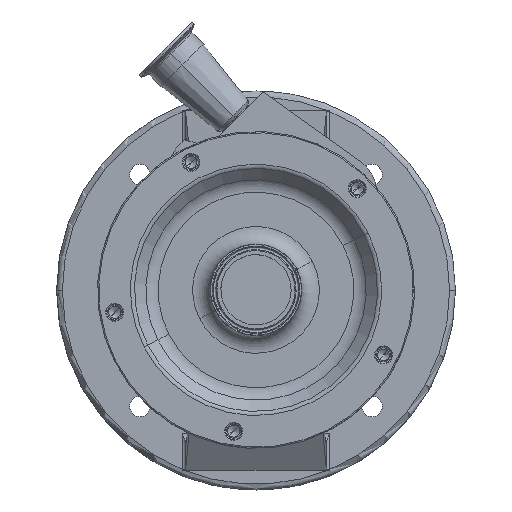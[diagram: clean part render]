
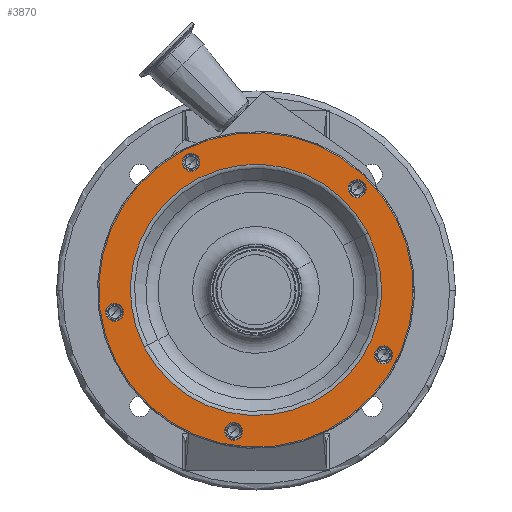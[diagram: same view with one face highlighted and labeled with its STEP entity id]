
A CAD part, top view. The second image highlights one B-rep face of the part: STEP entity #3870.
In plain terms, the highlighted planar face has unit normal (0, 0, 1).
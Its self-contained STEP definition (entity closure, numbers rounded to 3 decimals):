
#42 = EDGE_CURVE ( 'NONE', #10624, #7376, #11167, .T. ) ;
#102 = ORIENTED_EDGE ( 'NONE', *, *, #8616, .T. ) ;
#247 = CARTESIAN_POINT ( 'NONE',  ( -60.835, 119.395, 81. ) ) ;
#285 = AXIS2_PLACEMENT_3D ( 'NONE', #5026, #5963, #5900 ) ;
#313 = CARTESIAN_POINT ( 'NONE',  ( 108.703, -55.387, 81. ) ) ;
#351 = CARTESIAN_POINT ( 'NONE',  ( 115.513, -51.917, 81. ) ) ;
#427 = CARTESIAN_POINT ( 'NONE',  ( -113.687, -15.615, 81. ) ) ;
#545 = EDGE_CURVE ( 'NONE', #7376, #10624, #4376, .T. ) ;
#676 = ORIENTED_EDGE ( 'NONE', *, *, #9751, .T. ) ;
#881 = CIRCLE ( 'NONE', #285, 7.644 ) ;
#987 = DIRECTION ( 'NONE',  ( 0., 0., -1. ) ) ;
#1030 = VERTEX_POINT ( 'NONE', #10905 ) ;
#1115 = ORIENTED_EDGE ( 'NONE', *, *, #5913, .T. ) ;
#1269 = EDGE_CURVE ( 'NONE', #11915, #12085, #10262, .T. ) ;
#1348 = CARTESIAN_POINT ( 'NONE',  ( 0., 0., 81. ) ) ;
#1373 = DIRECTION ( 'NONE',  ( 0., 0., -1. ) ) ;
#1611 = EDGE_CURVE ( 'NONE', #5670, #2819, #3635, .T. ) ;
#1724 = DIRECTION ( 'NONE',  ( -0.891, -0.454, 0. ) ) ;
#1788 = EDGE_CURVE ( 'NONE', #6812, #2103, #1876, .T. ) ;
#1876 = CIRCLE ( 'NONE', #5041, 7.644 ) ;
#1973 = DIRECTION ( 'NONE',  ( -0.891, -0.454, 0. ) ) ;
#2103 = VERTEX_POINT ( 'NONE', #12198 ) ;
#2321 = CARTESIAN_POINT ( 'NONE',  ( 119.395, 60.835, 81. ) ) ;
#2500 = DIRECTION ( 'NONE',  ( -0.891, -0.454, 0. ) ) ;
#2527 = ORIENTED_EDGE ( 'NONE', *, *, #8462, .F. ) ;
#2599 = CIRCLE ( 'NONE', #10564, 7.644 ) ;
#2640 = VERTEX_POINT ( 'NONE', #10119 ) ;
#2673 = ORIENTED_EDGE ( 'NONE', *, *, #5491, .T. ) ;
#2680 = EDGE_LOOP ( 'NONE', ( #102, #10904 ) ) ;
#2819 = VERTEX_POINT ( 'NONE', #3152 ) ;
#2820 = CIRCLE ( 'NONE', #9802, 7.644 ) ;
#2836 = CIRCLE ( 'NONE', #9032, 7.644 ) ;
#2985 = DIRECTION ( 'NONE',  ( -0.891, -0.454, 0. ) ) ;
#3152 = CARTESIAN_POINT ( 'NONE',  ( -127.309, -22.555, 81. ) ) ;
#3309 = CARTESIAN_POINT ( 'NONE',  ( -25.896, -123.968, 81. ) ) ;
#3314 = VERTEX_POINT ( 'NONE', #2321 ) ;
#3315 = ORIENTED_EDGE ( 'NONE', *, *, #545, .T. ) ;
#3382 = AXIS2_PLACEMENT_3D ( 'NONE', #5165, #1373, #11791 ) ;
#3476 = ORIENTED_EDGE ( 'NONE', *, *, #6684, .T. ) ;
#3569 = ORIENTED_EDGE ( 'NONE', *, *, #8720, .F. ) ;
#3635 = CIRCLE ( 'NONE', #8034, 7.644 ) ;
#3636 = DIRECTION ( 'NONE',  ( 0., 0., -1. ) ) ;
#3870 = ADVANCED_FACE ( 'NONE', ( #4886, #3943, #5729, #8714, #9715, #9546, #4944 ), #9777, .F. ) ;
#3931 = VERTEX_POINT ( 'NONE', #12061 ) ;
#3943 = FACE_BOUND ( 'NONE', #5327, .T. ) ;
#3960 = CIRCLE ( 'NONE', #5587, 134. ) ;
#4051 = CARTESIAN_POINT ( 'NONE',  ( -55.387, 108.703, 81. ) ) ;
#4145 = DIRECTION ( 'NONE',  ( 0., 0., -1. ) ) ;
#4165 = AXIS2_PLACEMENT_3D ( 'NONE', #12136, #6382, #1724 ) ;
#4223 = CARTESIAN_POINT ( 'NONE',  ( 86.267, 86.267, 81. ) ) ;
#4376 = CIRCLE ( 'NONE', #10388, 107.071 ) ;
#4877 = EDGE_CURVE ( 'NONE', #2640, #11887, #9891, .T. ) ;
#4886 = FACE_BOUND ( 'NONE', #11177, .T. ) ;
#4944 = FACE_BOUND ( 'NONE', #9522, .T. ) ;
#4949 = EDGE_LOOP ( 'NONE', ( #5239, #676 ) ) ;
#5026 = CARTESIAN_POINT ( 'NONE',  ( 108.703, -55.387, 81. ) ) ;
#5041 = AXIS2_PLACEMENT_3D ( 'NONE', #6350, #5163, #2500 ) ;
#5112 = EDGE_CURVE ( 'NONE', #11887, #2640, #7063, .T. ) ;
#5163 = DIRECTION ( 'NONE',  ( 0., 0., -1. ) ) ;
#5165 = CARTESIAN_POINT ( 'NONE',  ( 0., 0., 81. ) ) ;
#5239 = ORIENTED_EDGE ( 'NONE', *, *, #1611, .T. ) ;
#5327 = EDGE_LOOP ( 'NONE', ( #3476, #2673 ) ) ;
#5491 = EDGE_CURVE ( 'NONE', #1030, #6798, #2836, .T. ) ;
#5587 = AXIS2_PLACEMENT_3D ( 'NONE', #1348, #7822, #6201 ) ;
#5670 = VERTEX_POINT ( 'NONE', #427 ) ;
#5729 = FACE_BOUND ( 'NONE', #2680, .T. ) ;
#5836 = DIRECTION ( 'NONE',  ( 0., 0., -1. ) ) ;
#5900 = DIRECTION ( 'NONE',  ( -0.891, -0.454, 0. ) ) ;
#5913 = EDGE_CURVE ( 'NONE', #12085, #11915, #11591, .T. ) ;
#5963 = DIRECTION ( 'NONE',  ( 0., 0., -1. ) ) ;
#6103 = CARTESIAN_POINT ( 'NONE',  ( -95.401, -48.609, 81. ) ) ;
#6194 = ORIENTED_EDGE ( 'NONE', *, *, #5112, .T. ) ;
#6201 = DIRECTION ( 'NONE',  ( -0.891, -0.454, 0. ) ) ;
#6350 = CARTESIAN_POINT ( 'NONE',  ( -19.085, -120.498, 81. ) ) ;
#6382 = DIRECTION ( 'NONE',  ( 0., 0., -1. ) ) ;
#6472 = AXIS2_PLACEMENT_3D ( 'NONE', #9614, #8428, #11237 ) ;
#6482 = CARTESIAN_POINT ( 'NONE',  ( 93.078, 89.737, 81. ) ) ;
#6515 = DIRECTION ( 'NONE',  ( -0.891, -0.454, 0. ) ) ;
#6540 = CARTESIAN_POINT ( 'NONE',  ( -48.576, 112.173, 81. ) ) ;
#6684 = EDGE_CURVE ( 'NONE', #6798, #1030, #881, .T. ) ;
#6701 = CARTESIAN_POINT ( 'NONE',  ( -120.498, -19.085, 81. ) ) ;
#6798 = VERTEX_POINT ( 'NONE', #351 ) ;
#6812 = VERTEX_POINT ( 'NONE', #3309 ) ;
#6840 = DIRECTION ( 'NONE',  ( -0.891, -0.454, 0. ) ) ;
#7044 = AXIS2_PLACEMENT_3D ( 'NONE', #7358, #9246, #11063 ) ;
#7063 = CIRCLE ( 'NONE', #6472, 7.644 ) ;
#7358 = CARTESIAN_POINT ( 'NONE',  ( -55.387, 108.703, 81. ) ) ;
#7376 = VERTEX_POINT ( 'NONE', #11088 ) ;
#7433 = ORIENTED_EDGE ( 'NONE', *, *, #42, .T. ) ;
#7525 = CARTESIAN_POINT ( 'NONE',  ( -19.085, -120.498, 81. ) ) ;
#7684 = CARTESIAN_POINT ( 'NONE',  ( -62.197, 105.233, 81. ) ) ;
#7822 = DIRECTION ( 'NONE',  ( 0., 0., -1. ) ) ;
#7875 = DIRECTION ( 'NONE',  ( 0., 0., -1. ) ) ;
#8034 = AXIS2_PLACEMENT_3D ( 'NONE', #11603, #4145, #6840 ) ;
#8049 = DIRECTION ( 'NONE',  ( 0., 0., -1. ) ) ;
#8428 = DIRECTION ( 'NONE',  ( 0., 0., -1. ) ) ;
#8462 = EDGE_CURVE ( 'NONE', #3931, #3314, #9399, .T. ) ;
#8598 = DIRECTION ( 'NONE',  ( -0.891, -0.454, 0. ) ) ;
#8616 = EDGE_CURVE ( 'NONE', #2103, #6812, #2599, .T. ) ;
#8694 = AXIS2_PLACEMENT_3D ( 'NONE', #4223, #8049, #2985 ) ;
#8714 = FACE_BOUND ( 'NONE', #4949, .T. ) ;
#8720 = EDGE_CURVE ( 'NONE', #3314, #3931, #3960, .T. ) ;
#8790 = AXIS2_PLACEMENT_3D ( 'NONE', #4051, #7875, #10756 ) ;
#9032 = AXIS2_PLACEMENT_3D ( 'NONE', #313, #5836, #11649 ) ;
#9246 = DIRECTION ( 'NONE',  ( 0., 0., -1. ) ) ;
#9329 = DIRECTION ( 'NONE',  ( 0., 0., -1. ) ) ;
#9399 = CIRCLE ( 'NONE', #3382, 134. ) ;
#9522 = EDGE_LOOP ( 'NONE', ( #7433, #3315 ) ) ;
#9546 = FACE_OUTER_BOUND ( 'NONE', #10655, .T. ) ;
#9614 = CARTESIAN_POINT ( 'NONE',  ( 86.267, 86.267, 81. ) ) ;
#9715 = FACE_BOUND ( 'NONE', #11071, .T. ) ;
#9751 = EDGE_CURVE ( 'NONE', #2819, #5670, #2820, .T. ) ;
#9777 = PLANE ( 'NONE',  #11060 ) ;
#9802 = AXIS2_PLACEMENT_3D ( 'NONE', #6701, #3636, #6515 ) ;
#9891 = CIRCLE ( 'NONE', #8694, 7.644 ) ;
#10119 = CARTESIAN_POINT ( 'NONE',  ( 79.456, 82.797, 81. ) ) ;
#10262 = CIRCLE ( 'NONE', #7044, 7.644 ) ;
#10265 = CARTESIAN_POINT ( 'NONE',  ( 0., 0., 81. ) ) ;
#10388 = AXIS2_PLACEMENT_3D ( 'NONE', #10265, #9329, #11316 ) ;
#10564 = AXIS2_PLACEMENT_3D ( 'NONE', #7525, #11520, #1973 ) ;
#10624 = VERTEX_POINT ( 'NONE', #6103 ) ;
#10655 = EDGE_LOOP ( 'NONE', ( #2527, #3569 ) ) ;
#10721 = ORIENTED_EDGE ( 'NONE', *, *, #4877, .T. ) ;
#10756 = DIRECTION ( 'NONE',  ( -0.891, -0.454, 0. ) ) ;
#10904 = ORIENTED_EDGE ( 'NONE', *, *, #1788, .T. ) ;
#10905 = CARTESIAN_POINT ( 'NONE',  ( 101.892, -58.857, 81. ) ) ;
#11060 = AXIS2_PLACEMENT_3D ( 'NONE', #247, #987, #8598 ) ;
#11063 = DIRECTION ( 'NONE',  ( -0.891, -0.454, 0. ) ) ;
#11071 = EDGE_LOOP ( 'NONE', ( #11819, #1115 ) ) ;
#11088 = CARTESIAN_POINT ( 'NONE',  ( 95.401, 48.609, 81. ) ) ;
#11167 = CIRCLE ( 'NONE', #4165, 107.071 ) ;
#11177 = EDGE_LOOP ( 'NONE', ( #6194, #10721 ) ) ;
#11237 = DIRECTION ( 'NONE',  ( -0.891, -0.454, 0. ) ) ;
#11316 = DIRECTION ( 'NONE',  ( -0.891, -0.454, 0. ) ) ;
#11520 = DIRECTION ( 'NONE',  ( 0., 0., -1. ) ) ;
#11591 = CIRCLE ( 'NONE', #8790, 7.644 ) ;
#11603 = CARTESIAN_POINT ( 'NONE',  ( -120.498, -19.085, 81. ) ) ;
#11649 = DIRECTION ( 'NONE',  ( -0.891, -0.454, 0. ) ) ;
#11791 = DIRECTION ( 'NONE',  ( -0.891, -0.454, 0. ) ) ;
#11819 = ORIENTED_EDGE ( 'NONE', *, *, #1269, .T. ) ;
#11887 = VERTEX_POINT ( 'NONE', #6482 ) ;
#11915 = VERTEX_POINT ( 'NONE', #6540 ) ;
#12061 = CARTESIAN_POINT ( 'NONE',  ( -119.395, -60.835, 81. ) ) ;
#12085 = VERTEX_POINT ( 'NONE', #7684 ) ;
#12136 = CARTESIAN_POINT ( 'NONE',  ( 0., 0., 81. ) ) ;
#12198 = CARTESIAN_POINT ( 'NONE',  ( -12.274, -117.028, 81. ) ) ;
